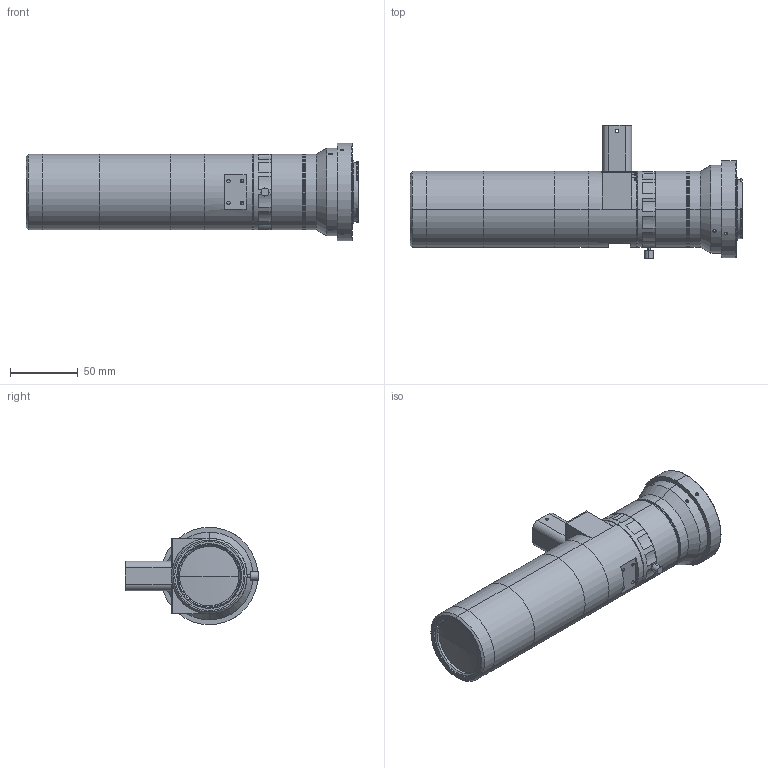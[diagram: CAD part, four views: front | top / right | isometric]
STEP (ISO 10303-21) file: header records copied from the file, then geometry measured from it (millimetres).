
FILE_DESCRIPTION (( 'STEP AP203' ), '1' );
FILE_NAME ('XF-MDT1.5X110D-D35-VI.STEP', '2019-03-18T07:39:09', ( 'puyufan' ), ( '' ), 'SwSTEP 2.0', 'SolidWorks 2014', '' );
FILE_SCHEMA (( 'CONFIG_CONTROL_DESIGN' ));
Length unit declared in the file: millimetre
Products named in the file (1): XF-MDT1.5X110D-D35-VI
Bounding box: 245.6 x 98.5 x 72 mm (x, y, z)
Surface area: 70987.7 mm2 (no closed solid volume)
Topology: 0 solids, 32 shells, 296 faces, 973 edges, 681 vertices
Faces by surface type: cylinder 157, plane 103, cone 29, sphere 4, torus 2, bspline 1
Entity records: 12509 total; most frequent: CARTESIAN_POINT 3846, DIRECTION 1900, ORIENTED_EDGE 1572, EDGE_CURVE 973, AXIS2_PLACEMENT_3D 747, VERTEX_POINT 681, CIRCLE 451, VECTOR 406
